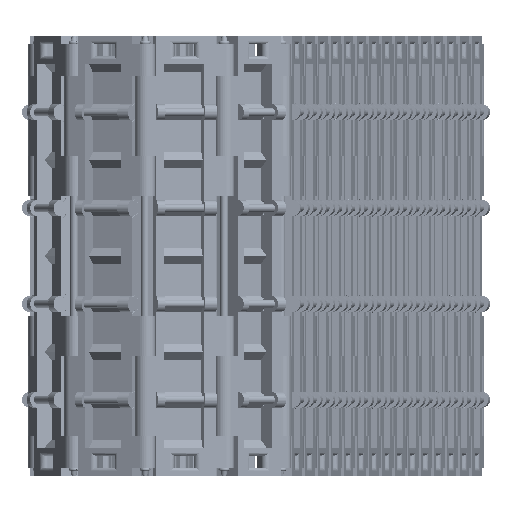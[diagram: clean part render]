
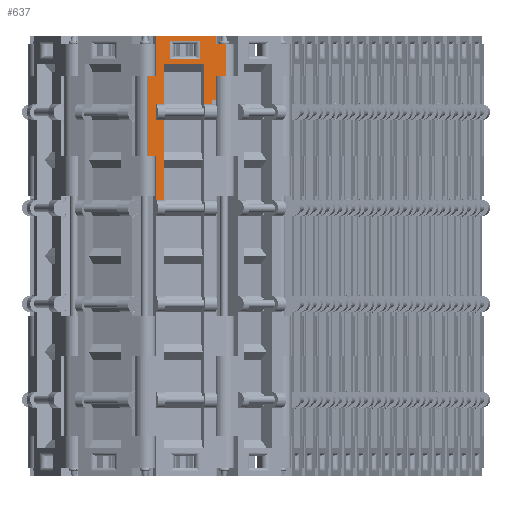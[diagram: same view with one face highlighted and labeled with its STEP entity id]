
A CAD part, left-side view. The second image highlights one B-rep face of the part: STEP entity #637.
In plain terms, the highlighted face is planar.
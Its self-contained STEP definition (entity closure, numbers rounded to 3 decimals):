
#216=CARTESIAN_POINT('',(-87.5,25.,-10.));
#217=VERTEX_POINT('',#216);
#227=CARTESIAN_POINT('',(-75.,25.,-10.));
#228=VERTEX_POINT('',#227);
#229=CARTESIAN_POINT('',(-75.,25.,-10.));
#230=DIRECTION('',(-1.,0.,0.));
#231=VECTOR('',#230,12.5);
#232=LINE('',#229,#231);
#233=EDGE_CURVE('',#228,#217,#232,.T.);
#277=CARTESIAN_POINT('',(-75.,25.,0.));
#278=VERTEX_POINT('',#277);
#279=CARTESIAN_POINT('',(-75.,25.,0.));
#280=DIRECTION('',(0.,0.,-1.));
#281=VECTOR('',#280,10.);
#282=LINE('',#279,#281);
#283=EDGE_CURVE('',#278,#228,#282,.T.);
#401=CARTESIAN_POINT('',(-87.5,25.,-50.));
#402=VERTEX_POINT('',#401);
#403=CARTESIAN_POINT('',(-87.5,25.,-10.));
#404=DIRECTION('',(0.,0.,-1.));
#405=VECTOR('',#404,40.);
#406=LINE('',#403,#405);
#407=EDGE_CURVE('',#217,#402,#406,.T.);
#427=CARTESIAN_POINT('',(-37.5,25.,-102.5));
#428=DIRECTION('',(1.,0.,0.));
#429=DIRECTION('',(0.,1.,0.));
#430=AXIS2_PLACEMENT_3D('',#427,#429,#428);
#431=PLANE('',#430);
#432=ORIENTED_EDGE('',*,*,#233,.F.);
#433=ORIENTED_EDGE('',*,*,#283,.F.);
#434=CARTESIAN_POINT('',(0.,25.,0.));
#435=VERTEX_POINT('',#434);
#436=CARTESIAN_POINT('',(-75.,25.,0.));
#437=DIRECTION('',(1.,0.,0.));
#438=VECTOR('',#437,75.);
#439=LINE('',#436,#438);
#440=EDGE_CURVE('',#278,#435,#439,.T.);
#441=ORIENTED_EDGE('E26',*,*,#440,.T.);
#442=CARTESIAN_POINT('',(0.,25.,-50.));
#443=VERTEX_POINT('',#442);
#444=CARTESIAN_POINT('',(0.,25.,0.));
#445=DIRECTION('',(0.,0.,-1.));
#446=VECTOR('',#445,50.);
#447=LINE('',#444,#446);
#448=EDGE_CURVE('',#435,#443,#447,.T.);
#449=ORIENTED_EDGE('E27',*,*,#448,.T.);
#450=CARTESIAN_POINT('',(12.5,25.,-50.));
#451=VERTEX_POINT('',#450);
#452=CARTESIAN_POINT('',(0.,25.,-50.));
#453=DIRECTION('',(1.,0.,0.));
#454=VECTOR('',#453,12.5);
#455=LINE('',#452,#454);
#456=EDGE_CURVE('',#443,#451,#455,.T.);
#457=ORIENTED_EDGE('E28',*,*,#456,.T.);
#458=CARTESIAN_POINT('',(12.5,25.,-150.));
#459=VERTEX_POINT('',#458);
#460=CARTESIAN_POINT('',(12.5,25.,-50.));
#461=DIRECTION('',(0.,0.,-1.));
#462=VECTOR('',#461,100.);
#463=LINE('',#460,#462);
#464=EDGE_CURVE('',#451,#459,#463,.T.);
#465=ORIENTED_EDGE('E29',*,*,#464,.T.);
#466=CARTESIAN_POINT('',(0.,25.,-150.));
#467=VERTEX_POINT('',#466);
#468=CARTESIAN_POINT('',(12.5,25.,-150.));
#469=DIRECTION('',(-1.,0.,0.));
#470=VECTOR('',#469,12.5);
#471=LINE('',#468,#470);
#472=EDGE_CURVE('',#459,#467,#471,.T.);
#473=ORIENTED_EDGE('E30',*,*,#472,.T.);
#474=CARTESIAN_POINT('',(0.,25.,-205.));
#475=VERTEX_POINT('',#474);
#476=CARTESIAN_POINT('',(0.,25.,-150.));
#477=DIRECTION('',(0.,0.,-1.));
#478=VECTOR('',#477,55.);
#479=LINE('',#476,#478);
#480=EDGE_CURVE('',#467,#475,#479,.T.);
#481=ORIENTED_EDGE('E31',*,*,#480,.T.);
#482=CARTESIAN_POINT('',(-10.,25.,-205.));
#483=VERTEX_POINT('',#482);
#484=CARTESIAN_POINT('',(0.,25.,-205.));
#485=DIRECTION('',(-1.,0.,0.));
#486=VECTOR('',#485,10.);
#487=LINE('',#484,#486);
#488=EDGE_CURVE('',#475,#483,#487,.T.);
#489=ORIENTED_EDGE('E32',*,*,#488,.T.);
#490=CARTESIAN_POINT('',(-10.,25.,-105.));
#491=VERTEX_POINT('',#490);
#492=CARTESIAN_POINT('',(-10.,25.,-205.));
#493=DIRECTION('',(0.,0.,1.));
#494=VECTOR('',#493,100.);
#495=LINE('',#492,#494);
#496=EDGE_CURVE('',#483,#491,#495,.T.);
#497=ORIENTED_EDGE('E33',*,*,#496,.T.);
#498=CARTESIAN_POINT('',(0.,25.,-105.));
#499=VERTEX_POINT('',#498);
#500=CARTESIAN_POINT('',(-10.,25.,-105.));
#501=DIRECTION('',(1.,0.,0.));
#502=VECTOR('',#501,10.);
#503=LINE('',#500,#502);
#504=EDGE_CURVE('',#491,#499,#503,.T.);
#505=ORIENTED_EDGE('E34',*,*,#504,.T.);
#506=CARTESIAN_POINT('',(0.,25.,-100.));
#507=VERTEX_POINT('',#506);
#508=CARTESIAN_POINT('',(0.,25.,-105.));
#509=DIRECTION('',(0.,0.,1.));
#510=VECTOR('',#509,5.);
#511=LINE('',#508,#510);
#512=EDGE_CURVE('',#499,#507,#511,.T.);
#513=ORIENTED_EDGE('E35',*,*,#512,.T.);
#514=CARTESIAN_POINT('',(0.,25.,-90.));
#515=VERTEX_POINT('',#514);
#516=CARTESIAN_POINT('',(0.,25.,-100.));
#517=DIRECTION('',(0.,0.,1.));
#518=VECTOR('',#517,10.);
#519=LINE('',#516,#518);
#520=EDGE_CURVE('',#507,#515,#519,.T.);
#521=ORIENTED_EDGE('E36',*,*,#520,.T.);
#522=CARTESIAN_POINT('',(0.,25.,-85.));
#523=VERTEX_POINT('',#522);
#524=CARTESIAN_POINT('',(0.,25.,-90.));
#525=DIRECTION('',(0.,0.,1.));
#526=VECTOR('',#525,5.);
#527=LINE('',#524,#526);
#528=EDGE_CURVE('',#515,#523,#527,.T.);
#529=ORIENTED_EDGE('E37',*,*,#528,.T.);
#530=CARTESIAN_POINT('',(-10.,25.,-85.));
#531=VERTEX_POINT('',#530);
#532=CARTESIAN_POINT('',(0.,25.,-85.));
#533=DIRECTION('',(-1.,0.,0.));
#534=VECTOR('',#533,10.);
#535=LINE('',#532,#534);
#536=EDGE_CURVE('',#523,#531,#535,.T.);
#537=ORIENTED_EDGE('E38',*,*,#536,.T.);
#538=CARTESIAN_POINT('',(-10.,25.,-35.));
#539=VERTEX_POINT('',#538);
#540=CARTESIAN_POINT('',(-10.,25.,-85.));
#541=DIRECTION('',(0.,0.,1.));
#542=VECTOR('',#541,50.);
#543=LINE('',#540,#542);
#544=EDGE_CURVE('',#531,#539,#543,.T.);
#545=ORIENTED_EDGE('E39',*,*,#544,.T.);
#546=CARTESIAN_POINT('',(-60.,25.,-35.));
#547=VERTEX_POINT('',#546);
#548=CARTESIAN_POINT('',(-10.,25.,-35.));
#549=DIRECTION('',(-1.,0.,0.));
#550=VECTOR('',#549,50.);
#551=LINE('',#548,#550);
#552=EDGE_CURVE('',#539,#547,#551,.T.);
#553=ORIENTED_EDGE('E40',*,*,#552,.T.);
#554=CARTESIAN_POINT('',(-60.,25.,-85.));
#555=VERTEX_POINT('',#554);
#556=CARTESIAN_POINT('',(-60.,25.,-35.));
#557=DIRECTION('',(0.,0.,-1.));
#558=VECTOR('',#557,50.);
#559=LINE('',#556,#558);
#560=EDGE_CURVE('',#547,#555,#559,.T.);
#561=ORIENTED_EDGE('E41',*,*,#560,.T.);
#562=CARTESIAN_POINT('',(-70.,25.,-85.));
#563=VERTEX_POINT('',#562);
#564=CARTESIAN_POINT('',(-60.,25.,-85.));
#565=DIRECTION('',(-1.,0.,0.));
#566=VECTOR('',#565,10.);
#567=LINE('',#564,#566);
#568=EDGE_CURVE('',#555,#563,#567,.T.);
#569=ORIENTED_EDGE('E42',*,*,#568,.T.);
#570=CARTESIAN_POINT('',(-70.,25.,-80.));
#571=VERTEX_POINT('',#570);
#572=CARTESIAN_POINT('',(-70.,25.,-85.));
#573=DIRECTION('',(0.,0.,1.));
#574=VECTOR('',#573,5.);
#575=LINE('',#572,#574);
#576=EDGE_CURVE('',#563,#571,#575,.T.);
#577=ORIENTED_EDGE('E43',*,*,#576,.T.);
#578=CARTESIAN_POINT('',(-75.,25.,-80.));
#579=VERTEX_POINT('',#578);
#580=CARTESIAN_POINT('',(-70.,25.,-80.));
#581=DIRECTION('',(-1.,0.,0.));
#582=VECTOR('',#581,5.);
#583=LINE('',#580,#582);
#584=EDGE_CURVE('',#571,#579,#583,.T.);
#585=ORIENTED_EDGE('E44',*,*,#584,.T.);
#586=CARTESIAN_POINT('',(-75.,25.,-50.));
#587=VERTEX_POINT('',#586);
#588=CARTESIAN_POINT('',(-75.,25.,-80.));
#589=DIRECTION('',(0.,0.,1.));
#590=VECTOR('',#589,30.);
#591=LINE('',#588,#590);
#592=EDGE_CURVE('',#579,#587,#591,.T.);
#593=ORIENTED_EDGE('E45',*,*,#592,.T.);
#594=CARTESIAN_POINT('',(-75.,25.,-50.));
#595=DIRECTION('',(-1.,0.,0.));
#596=VECTOR('',#595,12.5);
#597=LINE('',#594,#596);
#598=EDGE_CURVE('',#587,#402,#597,.T.);
#599=ORIENTED_EDGE('E46',*,*,#598,.T.);
#600=ORIENTED_EDGE('E46',*,*,#407,.F.);
#601=EDGE_LOOP('',(#432,#433,#441,#449,#457,#465,#473,#481,#489,#497,#505,#513,#521,#529,#537,#545,#553,#561,#569,#577,#585,#593,#599,#600));
#602=FACE_OUTER_BOUND('',#601,.T.);
#603=CARTESIAN_POINT('',(-17.196,25.,-29.));
#604=VERTEX_POINT('',#603);
#605=CARTESIAN_POINT('',(-17.196,25.,-6.));
#606=VERTEX_POINT('',#605);
#607=CARTESIAN_POINT('',(-17.196,25.,-29.));
#608=DIRECTION('',(0.,0.,1.));
#609=VECTOR('',#608,23.);
#610=LINE('',#607,#609);
#611=EDGE_CURVE('',#604,#606,#610,.T.);
#612=ORIENTED_EDGE('E22',*,*,#611,.T.);
#613=CARTESIAN_POINT('',(-54.92,25.,-6.));
#614=VERTEX_POINT('',#613);
#615=CARTESIAN_POINT('',(-17.196,25.,-6.));
#616=DIRECTION('',(-1.,0.,0.));
#617=VECTOR('',#616,37.724);
#618=LINE('',#615,#617);
#619=EDGE_CURVE('',#606,#614,#618,.T.);
#620=ORIENTED_EDGE('E23',*,*,#619,.T.);
#621=CARTESIAN_POINT('',(-54.92,25.,-29.));
#622=VERTEX_POINT('',#621);
#623=CARTESIAN_POINT('',(-54.92,25.,-6.));
#624=DIRECTION('',(0.,0.,-1.));
#625=VECTOR('',#624,23.);
#626=LINE('',#623,#625);
#627=EDGE_CURVE('',#614,#622,#626,.T.);
#628=ORIENTED_EDGE('E24',*,*,#627,.T.);
#629=CARTESIAN_POINT('',(-54.92,25.,-29.));
#630=DIRECTION('',(1.,0.,0.));
#631=VECTOR('',#630,37.724);
#632=LINE('',#629,#631);
#633=EDGE_CURVE('',#622,#604,#632,.T.);
#634=ORIENTED_EDGE('E25',*,*,#633,.T.);
#635=EDGE_LOOP('',(#612,#620,#628,#634));
#636=FACE_BOUND('',#635,.T.);
#637=ADVANCED_FACE('F6',(#602,#636),#431,.T.);
